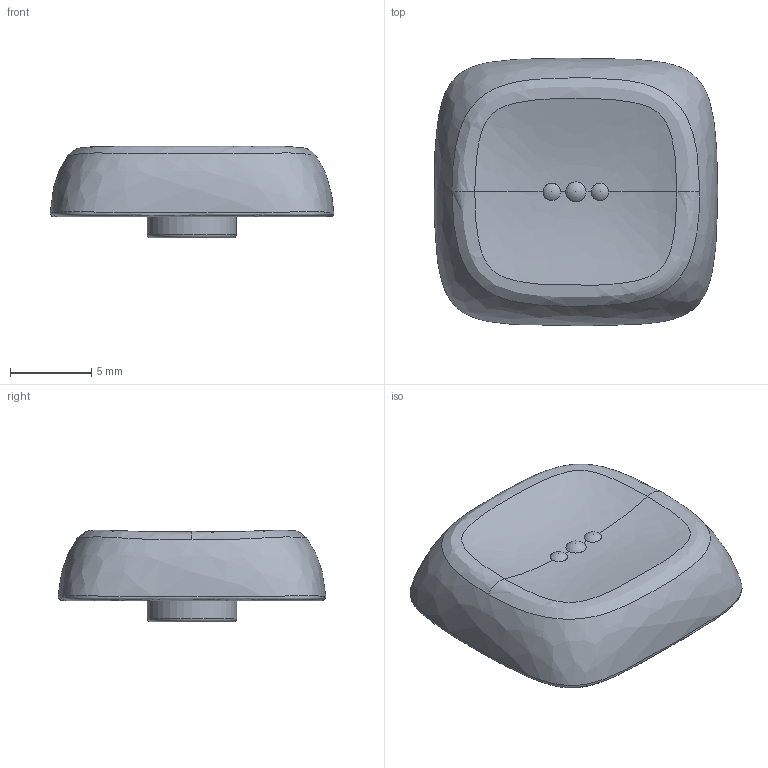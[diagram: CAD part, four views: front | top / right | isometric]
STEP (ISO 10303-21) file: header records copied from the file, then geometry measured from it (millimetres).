
FILE_DESCRIPTION(/* description */ (''),/* implementation_level */ '2;1');
FILE_NAME(/* name */ '[Choc] Normal Homing v4.step',/* time_stamp */ '2025-05-10T15:33:06+07:00',/* author */ (''),/* organization */ (''),/* preprocessor_version */ 'ST-DEVELOPER v20.1',/* originating_system */ 'Autodesk Translation Framework v14.4.0.0',/* authorisation */ '');
FILE_SCHEMA (('AUTOMOTIVE_DESIGN { 1 0 10303 214 3 1 1 }'));
Length unit declared in the file: millimetre
Products named in the file (1): [Choc] Normal Homing
Bounding box: 17.47 x 16.49 x 5.65 mm (x, y, z)
Volume: 601.8 mm3; surface area: 868.3 mm2
Topology: 1 solids, 1 shells, 51 faces, 157 edges, 108 vertices
Faces by surface type: cylinder 17, plane 16, bspline 13, sphere 3, torus 2
Full cylindrical faces by diameter (mm): 5.5 x1
Entity records: 6920 total; most frequent: CARTESIAN_POINT 5617, ORIENTED_EDGE 308, DIRECTION 216, EDGE_CURVE 154, VERTEX_POINT 108, AXIS2_PLACEMENT_3D 81, B_SPLINE_CURVE_WITH_KNOTS 54, EDGE_LOOP 54
